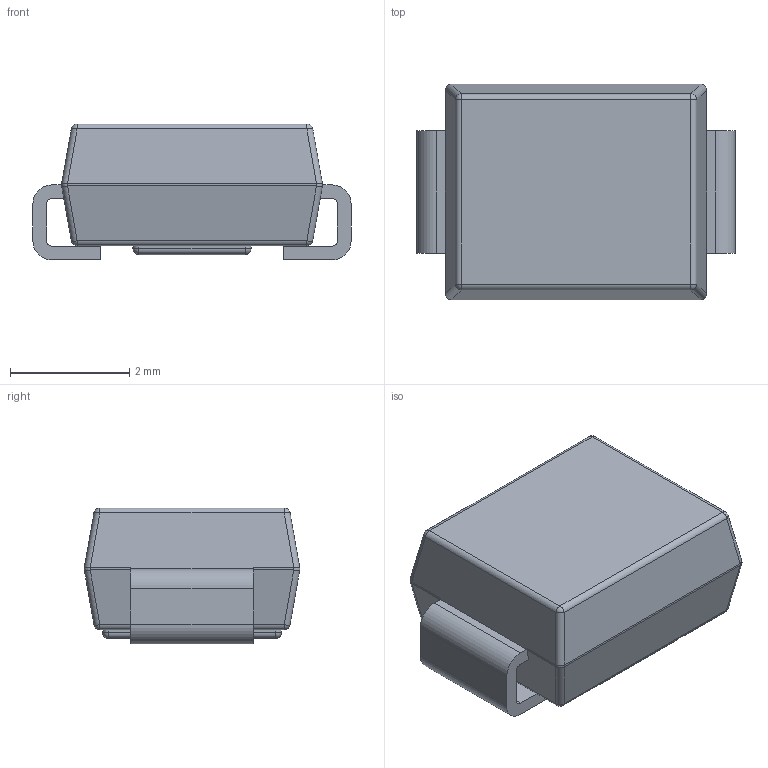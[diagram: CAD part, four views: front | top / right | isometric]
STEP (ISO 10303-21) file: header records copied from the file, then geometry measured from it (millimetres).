
FILE_DESCRIPTION (( 'STEP AP214' ), '1' );
FILE_NAME ('SMB_L4.4-W3.6-LS5.3-L-FD - ¸±±¾.STEP', '2021-08-25T08:45:55', ( '' ), ( '' ), 'SwSTEP 2.0', 'SolidWorks 2020', '' );
FILE_SCHEMA (( 'AUTOMOTIVE_DESIGN' ));
Length unit declared in the file: millimetre
Products named in the file (1): SMB_L4.4-W3.6-LS5.3-L-FD - 萵掛
Bounding box: 5.34 x 3.62 x 2.28 mm (x, y, z)
Volume: 32.4 mm3; surface area: 78.4 mm2
Topology: 1 solids, 1 shells, 146 faces, 368 edges, 224 vertices
Faces by surface type: plane 78, cylinder 38, sphere 16, bspline 14
Entity records: 5913 total; most frequent: CARTESIAN_POINT 1521, ORIENTED_EDGE 712, DIRECTION 670, EDGE_CURVE 356, VECTOR 252, LINE 252, VERTEX_POINT 220, AXIS2_PLACEMENT_3D 209
